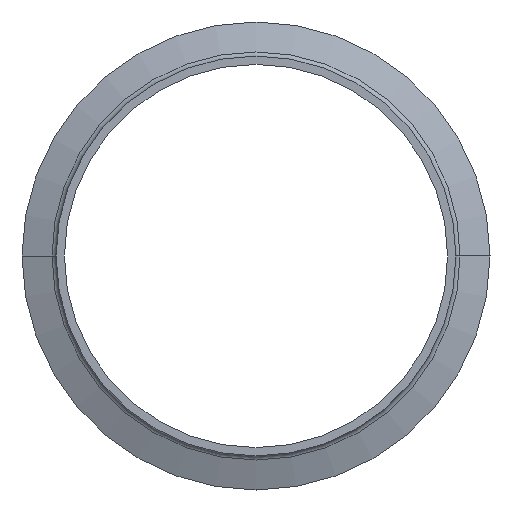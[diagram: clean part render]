
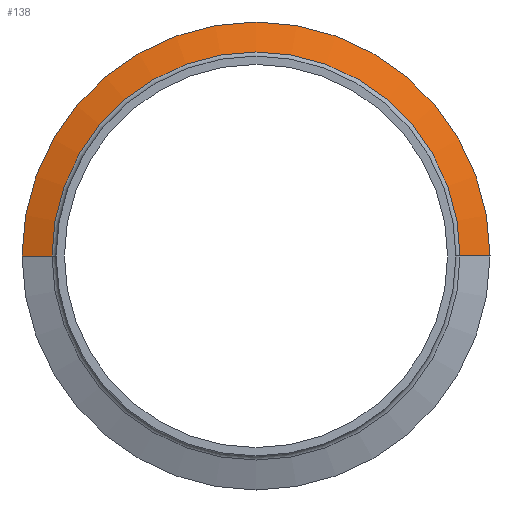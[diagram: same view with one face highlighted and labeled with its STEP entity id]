
A CAD part, front view. The second image highlights one B-rep face of the part: STEP entity #138.
In plain terms, the highlighted conical face has half-angle 70 degrees and reference radius 59.46 mm.
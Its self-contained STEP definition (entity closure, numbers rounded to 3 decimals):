
#35 = CIRCLE ( 'NONE', #202, 51.853 ) ;
#38 = ORIENTED_EDGE ( 'NONE', *, *, #687, .T. ) ;
#47 = EDGE_CURVE ( 'NONE', #466, #377, #84, .T. ) ;
#48 = CARTESIAN_POINT ( 'NONE',  ( 23.303, -7.803, 0. ) ) ;
#66 = FACE_OUTER_BOUND ( 'NONE', #561, .T. ) ;
#84 = LINE ( 'NONE', #110, #176 ) ;
#110 = CARTESIAN_POINT ( 'NONE',  ( 82.763, -7.803, 0. ) ) ;
#138 = ADVANCED_FACE ( 'NONE', ( #66 ), #562, .T. ) ;
#147 = VECTOR ( 'NONE', #649, 1000. ) ;
#148 = ORIENTED_EDGE ( 'NONE', *, *, #47, .T. ) ;
#154 = ORIENTED_EDGE ( 'NONE', *, *, #387, .F. ) ;
#176 = VECTOR ( 'NONE', #218, 1000. ) ;
#181 = AXIS2_PLACEMENT_3D ( 'NONE', #48, #328, #431 ) ;
#182 = CARTESIAN_POINT ( 'NONE',  ( -36.157, -7.803, 0. ) ) ;
#187 = DIRECTION ( 'NONE',  ( 0., 1., 0. ) ) ;
#202 = AXIS2_PLACEMENT_3D ( 'NONE', #240, #295, #609 ) ;
#218 = DIRECTION ( 'NONE',  ( 0.94, 0.342, 0. ) ) ;
#226 = CARTESIAN_POINT ( 'NONE',  ( 75.156, -10.572, 0. ) ) ;
#240 = CARTESIAN_POINT ( 'NONE',  ( 23.303, -10.572, 0. ) ) ;
#249 = VERTEX_POINT ( 'NONE', #269 ) ;
#269 = CARTESIAN_POINT ( 'NONE',  ( -28.549, -10.572, 0. ) ) ;
#292 = DIRECTION ( 'NONE',  ( -1., 0., 0. ) ) ;
#295 = DIRECTION ( 'NONE',  ( 0., 1., 0. ) ) ;
#324 = AXIS2_PLACEMENT_3D ( 'NONE', #552, #187, #292 ) ;
#328 = DIRECTION ( 'NONE',  ( 0., 1., 0. ) ) ;
#377 = VERTEX_POINT ( 'NONE', #436 ) ;
#387 = EDGE_CURVE ( 'NONE', #586, #377, #659, .T. ) ;
#431 = DIRECTION ( 'NONE',  ( -1., 0., 0. ) ) ;
#436 = CARTESIAN_POINT ( 'NONE',  ( 82.763, -7.803, 0. ) ) ;
#462 = EDGE_CURVE ( 'NONE', #249, #586, #519, .T. ) ;
#466 = VERTEX_POINT ( 'NONE', #226 ) ;
#519 = LINE ( 'NONE', #644, #147 ) ;
#552 = CARTESIAN_POINT ( 'NONE',  ( 23.303, -7.803, 0. ) ) ;
#561 = EDGE_LOOP ( 'NONE', ( #38, #148, #154, #671 ) ) ;
#562 = CONICAL_SURFACE ( 'NONE', #324, 59.46, 1.222 ) ;
#586 = VERTEX_POINT ( 'NONE', #182 ) ;
#609 = DIRECTION ( 'NONE',  ( -1., 0., 0. ) ) ;
#644 = CARTESIAN_POINT ( 'NONE',  ( -36.157, -7.803, 0. ) ) ;
#649 = DIRECTION ( 'NONE',  ( -0.94, 0.342, 0. ) ) ;
#659 = CIRCLE ( 'NONE', #181, 59.46 ) ;
#671 = ORIENTED_EDGE ( 'NONE', *, *, #462, .F. ) ;
#687 = EDGE_CURVE ( 'NONE', #249, #466, #35, .T. ) ;
